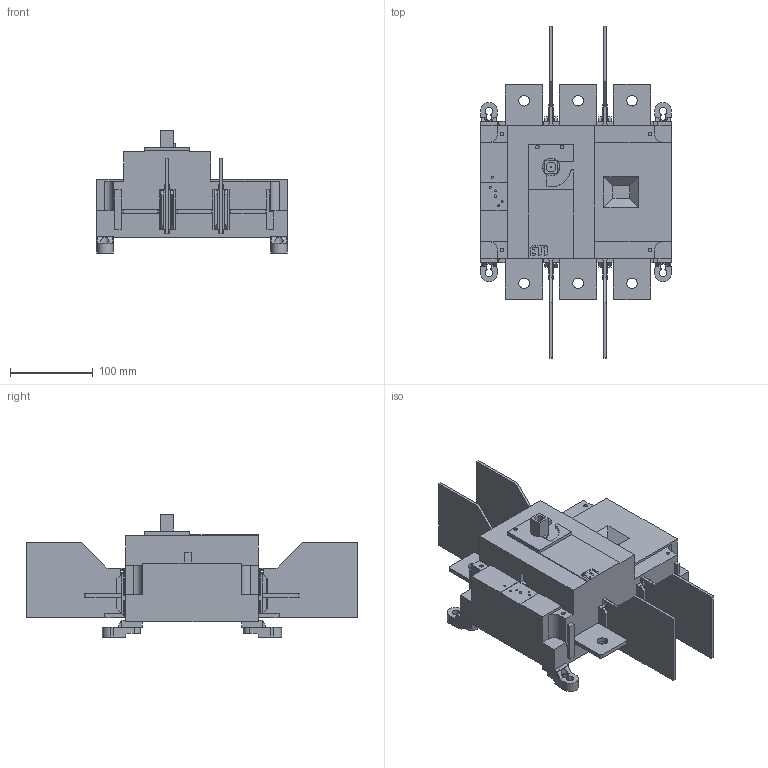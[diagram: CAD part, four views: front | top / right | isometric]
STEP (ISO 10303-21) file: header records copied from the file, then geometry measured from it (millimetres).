
FILE_DESCRIPTION((''),'2;1');
FILE_NAME('27PV3032_ASM','2022-01-05T12:56:17',('marketing.praksa'),('Audax d.o.o.'),'CREO PARAMETRIC BY PTC INC, 2021304','CREO PARAMETRIC BY PTC INC, 2021304','');
FILE_SCHEMA(('AP242_MANAGED_MODEL_BASED_3D_ENGINEERING_MIM_LF { 1 0 10303 442 1 1 4 }'));
Length unit declared in the file: millimetre
Products named in the file (19): 27PV3032_01; 27PV3032_02; 27PV3032_03; 27PV3032_04; 27PV3032_05; 27PV3032_05_1_4; 27PV3032_05_1_6; 27PV3032_05_1_8; 27PV3032_05_1_10; 27PV3032_05_1_14; 27PV3032_05_1_15; 27PV3032_05_1_17; 27PV3032_05_1_20; 27PV3032_05_1_21; 27PV3032_05_1_22; X2; PRT9565; PRT9566; 27PV3032_ASM
Assembly tree (18 placements, depth 2):
  27PV3032_ASM
    27PV3032_01
    27PV3032_02
    27PV3032_03
    27PV3032_04
    27PV3032_05
    27PV3032_05_1_4
    27PV3032_05_1_6
    27PV3032_05_1_8
    27PV3032_05_1_10
    27PV3032_05_1_14
    27PV3032_05_1_15
    27PV3032_05_1_17
    27PV3032_05_1_20
    27PV3032_05_1_21
    27PV3032_05_1_22
    X2
    PRT9565
    PRT9566
Bounding box: 230 x 400 x 147.2 mm (x, y, z)
Volume: 3349515.4 mm3; surface area: 303461 mm2
Topology: 20 solids, 20 shells, 664 faces, 1789 edges, 1199 vertices
Faces by surface type: plane 493, cylinder 163, torus 8
Entity records: 32570 total; most frequent: CARTESIAN_POINT 4141, ORIENTED_EDGE 3578, DIRECTION 3495, PRESENTATION_STYLE_ASSIGNMENT 2473, STYLED_ITEM 2473, CURVE_STYLE 1789, EDGE_CURVE 1789, VECTOR 1367
